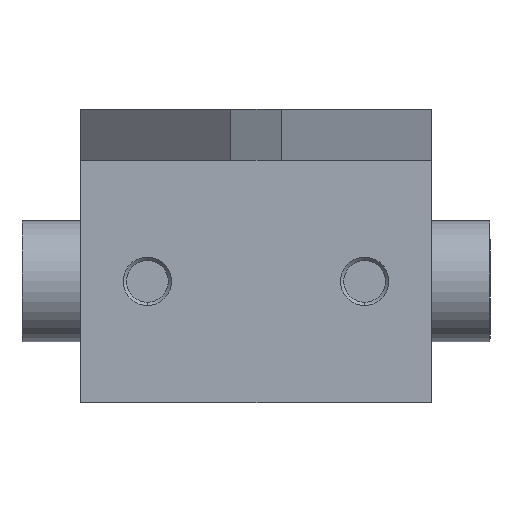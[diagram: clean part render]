
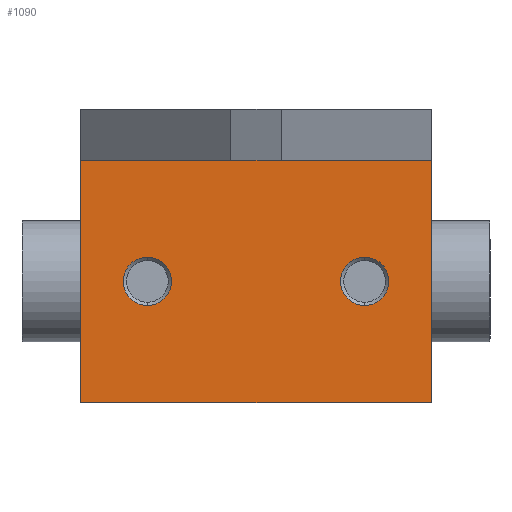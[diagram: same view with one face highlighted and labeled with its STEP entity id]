
A CAD part, left-side view. The second image highlights one B-rep face of the part: STEP entity #1090.
In plain terms, the highlighted planar face has unit normal (-1, 0, 0).
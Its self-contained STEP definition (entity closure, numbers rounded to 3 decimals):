
#21 = VERTEX_POINT ( 'NONE', #873 ) ;
#54 = EDGE_CURVE ( 'NONE', #847, #1444, #1038, .T. ) ;
#178 = VERTEX_POINT ( 'NONE', #2294 ) ;
#199 = ORIENTED_EDGE ( 'NONE', *, *, #54, .T. ) ;
#239 = EDGE_CURVE ( 'NONE', #21, #1427, #444, .T. ) ;
#270 = CARTESIAN_POINT ( 'NONE',  ( 0., -13., 17.4 ) ) ;
#296 = ORIENTED_EDGE ( 'NONE', *, *, #327, .F. ) ;
#300 = DIRECTION ( 'NONE',  ( 0., 0., 1. ) ) ;
#327 = EDGE_CURVE ( 'NONE', #1427, #21, #1345, .T. ) ;
#328 = AXIS2_PLACEMENT_3D ( 'NONE', #566, #1768, #357 ) ;
#357 = DIRECTION ( 'NONE',  ( 0., 0., 1. ) ) ;
#444 = CIRCLE ( 'NONE', #328, 2.9 ) ;
#457 = DIRECTION ( 'NONE',  ( -1., 0., 0. ) ) ;
#496 = CARTESIAN_POINT ( 'NONE',  ( 0., 21., 0. ) ) ;
#503 = LINE ( 'NONE', #496, #2500 ) ;
#507 = VECTOR ( 'NONE', #2436, 1000. ) ;
#509 = VECTOR ( 'NONE', #817, 1000. ) ;
#524 = CIRCLE ( 'NONE', #1020, 2.9 ) ;
#538 = CIRCLE ( 'NONE', #969, 2.9 ) ;
#566 = CARTESIAN_POINT ( 'NONE',  ( 0., 13., 14.5 ) ) ;
#636 = DIRECTION ( 'NONE',  ( 0., 0., -1. ) ) ;
#648 = EDGE_CURVE ( 'NONE', #2468, #2083, #538, .T. ) ;
#664 = CARTESIAN_POINT ( 'NONE',  ( 0., 21., 29. ) ) ;
#752 = ORIENTED_EDGE ( 'NONE', *, *, #239, .F. ) ;
#807 = FACE_OUTER_BOUND ( 'NONE', #1582, .T. ) ;
#817 = DIRECTION ( 'NONE',  ( 0., 0., 1. ) ) ;
#824 = CARTESIAN_POINT ( 'NONE',  ( 0., 21., 29. ) ) ;
#830 = VECTOR ( 'NONE', #1310, 1000. ) ;
#847 = VERTEX_POINT ( 'NONE', #953 ) ;
#873 = CARTESIAN_POINT ( 'NONE',  ( 0., 13., 17.4 ) ) ;
#880 = ORIENTED_EDGE ( 'NONE', *, *, #1240, .T. ) ;
#883 = CARTESIAN_POINT ( 'NONE',  ( 0., -21., 29. ) ) ;
#889 = DIRECTION ( 'NONE',  ( 0., 0., 1. ) ) ;
#953 = CARTESIAN_POINT ( 'NONE',  ( 0., -21., 0. ) ) ;
#960 = DIRECTION ( 'NONE',  ( -1., 0., 0. ) ) ;
#966 = EDGE_CURVE ( 'NONE', #178, #2450, #985, .T. ) ;
#969 = AXIS2_PLACEMENT_3D ( 'NONE', #1912, #1734, #300 ) ;
#985 = LINE ( 'NONE', #824, #509 ) ;
#1020 = AXIS2_PLACEMENT_3D ( 'NONE', #1261, #457, #889 ) ;
#1038 = LINE ( 'NONE', #883, #507 ) ;
#1040 = CARTESIAN_POINT ( 'NONE',  ( 0., 21., 29. ) ) ;
#1090 = ADVANCED_FACE ( 'NONE', ( #1308, #1155, #807 ), #1206, .F. ) ;
#1103 = CARTESIAN_POINT ( 'NONE',  ( 0., -21., 29. ) ) ;
#1155 = FACE_BOUND ( 'NONE', #1260, .T. ) ;
#1206 = PLANE ( 'NONE',  #2411 ) ;
#1240 = EDGE_CURVE ( 'NONE', #178, #847, #503, .T. ) ;
#1260 = EDGE_LOOP ( 'NONE', ( #1539, #1603 ) ) ;
#1261 = CARTESIAN_POINT ( 'NONE',  ( 0., -13., 14.5 ) ) ;
#1308 = FACE_BOUND ( 'NONE', #2201, .T. ) ;
#1310 = DIRECTION ( 'NONE',  ( 0., -1., 0. ) ) ;
#1345 = CIRCLE ( 'NONE', #1675, 2.9 ) ;
#1427 = VERTEX_POINT ( 'NONE', #2298 ) ;
#1444 = VERTEX_POINT ( 'NONE', #1103 ) ;
#1488 = DIRECTION ( 'NONE',  ( 0., -1., 0. ) ) ;
#1539 = ORIENTED_EDGE ( 'NONE', *, *, #648, .F. ) ;
#1582 = EDGE_LOOP ( 'NONE', ( #199, #1830, #1587, #880 ) ) ;
#1587 = ORIENTED_EDGE ( 'NONE', *, *, #966, .F. ) ;
#1603 = ORIENTED_EDGE ( 'NONE', *, *, #2423, .F. ) ;
#1675 = AXIS2_PLACEMENT_3D ( 'NONE', #1936, #960, #1957 ) ;
#1719 = CARTESIAN_POINT ( 'NONE',  ( 0., 21., 29. ) ) ;
#1734 = DIRECTION ( 'NONE',  ( -1., 0., 0. ) ) ;
#1768 = DIRECTION ( 'NONE',  ( -1., 0., 0. ) ) ;
#1830 = ORIENTED_EDGE ( 'NONE', *, *, #1840, .F. ) ;
#1840 = EDGE_CURVE ( 'NONE', #2450, #1444, #2378, .T. ) ;
#1912 = CARTESIAN_POINT ( 'NONE',  ( 0., -13., 14.5 ) ) ;
#1936 = CARTESIAN_POINT ( 'NONE',  ( 0., 13., 14.5 ) ) ;
#1957 = DIRECTION ( 'NONE',  ( 0., 0., 1. ) ) ;
#1976 = CARTESIAN_POINT ( 'NONE',  ( 0., -13., 11.6 ) ) ;
#2083 = VERTEX_POINT ( 'NONE', #1976 ) ;
#2201 = EDGE_LOOP ( 'NONE', ( #752, #296 ) ) ;
#2294 = CARTESIAN_POINT ( 'NONE',  ( 0., 21., 0. ) ) ;
#2298 = CARTESIAN_POINT ( 'NONE',  ( 0., 13., 11.6 ) ) ;
#2378 = LINE ( 'NONE', #1719, #830 ) ;
#2411 = AXIS2_PLACEMENT_3D ( 'NONE', #1040, #2426, #636 ) ;
#2423 = EDGE_CURVE ( 'NONE', #2083, #2468, #524, .T. ) ;
#2426 = DIRECTION ( 'NONE',  ( 1., 0., 0. ) ) ;
#2436 = DIRECTION ( 'NONE',  ( 0., 0., 1. ) ) ;
#2450 = VERTEX_POINT ( 'NONE', #664 ) ;
#2468 = VERTEX_POINT ( 'NONE', #270 ) ;
#2500 = VECTOR ( 'NONE', #1488, 1000. ) ;
